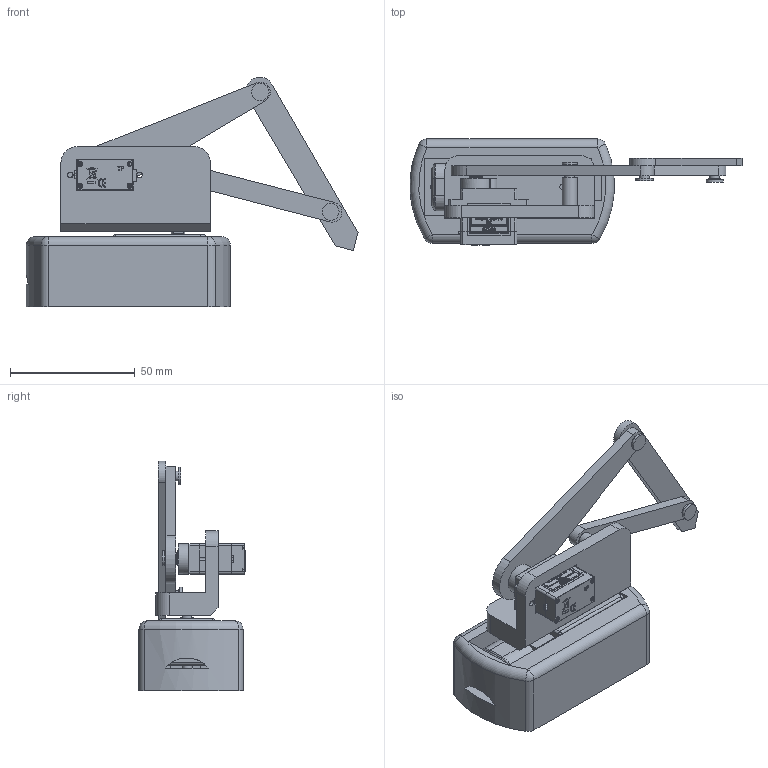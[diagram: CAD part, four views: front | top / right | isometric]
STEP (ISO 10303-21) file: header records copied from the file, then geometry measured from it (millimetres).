
FILE_DESCRIPTION(/* description */ (''),/* implementation_level */ '2;1');
FILE_NAME(/* name */ 'Robot Arm CAD.step',/* time_stamp */ '2025-12-02T18:30:27-08:00',/* author */ (''),/* organization */ (''),/* preprocessor_version */ 'ST-DEVELOPER v20.1',/* originating_system */ 'Autodesk Translation Framework v14.21.0.0',/* authorisation */ '');
FILE_SCHEMA (('AUTOMOTIVE_DESIGN { 1 0 10303 214 3 1 1 }'));
Length unit declared in the file: millimetre
Products named in the file (9): Ting; DC Motor For Reference v6; SG90 - Micro Servo 9g - Tower Pro; SG90 - Micro Servo 9g - Tower Pro.1_Pea; SG90 - Micro Servo 9g - Tower Pro.2_Pea; Component17; Component18; Component19; Component20
Assembly tree (8 placements, depth 3):
  Ting
    DC Motor For Reference v6
    SG90 - Micro Servo 9g - Tower Pro
      SG90 - Micro Servo 9g - Tower Pro.1_Pea
      SG90 - Micro Servo 9g - Tower Pro.2_Pea
    Component17
    Component18
    Component19
    Component20
Bounding box: 133.17 x 42.57 x 92.04 mm (x, y, z)
Volume: 116070.6 mm3; surface area: 42512.8 mm2
Topology: 22 solids, 22 shells, 1000 faces, 3158 edges, 2330 vertices
Faces by surface type: plane 660, cylinder 262, torus 36, bspline 27, sphere 10, cone 5
Full cylindrical faces by diameter (mm): 0.2 x1, 0.5 x1, 1 x4, 1.6 x2, 1.8 x4, 1.9 x2, 2 x4, 2.1 x1, 2.197 x2, 3.9 x2, 4 x2, 4.6 x1, 4.9 x1, 4.991 x1, 5 x3, 5.1 x1, 5.4 x1, 6 x2, 6.8 x1, 6.9 x1, 7 x1, 7.546 x1
Entity records: 42832 total; most frequent: CARTESIAN_POINT 14412, ORIENTED_EDGE 6312, DIRECTION 5164, EDGE_CURVE 3156, VERTEX_POINT 2330, LINE 1944, VECTOR 1944, AXIS2_PLACEMENT_3D 1610
